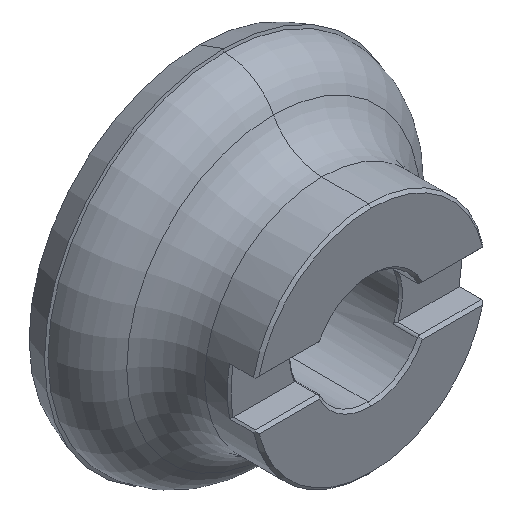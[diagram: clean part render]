
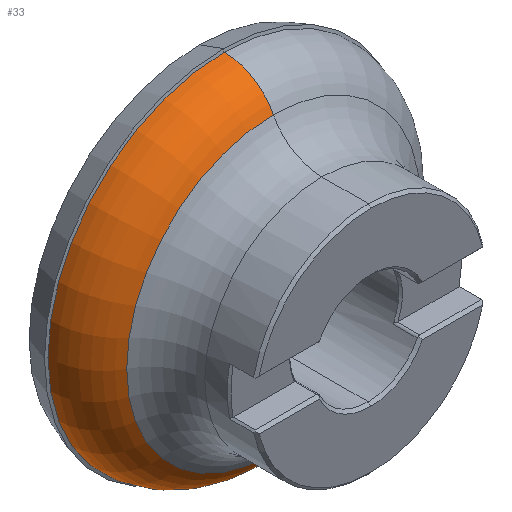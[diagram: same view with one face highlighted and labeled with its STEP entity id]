
A CAD part, isometric view. The second image highlights one B-rep face of the part: STEP entity #33.
In plain terms, the highlighted toroidal (fillet/blend) face has major radius 44.724 mm and minor radius 20 mm.
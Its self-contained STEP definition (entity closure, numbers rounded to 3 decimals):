
#33 = ADVANCED_FACE ( 'NONE', ( #873 ), #557, .T. ) ;
#40 = EDGE_CURVE ( 'NONE', #249, #2320, #982, .T. ) ;
#249 = VERTEX_POINT ( 'NONE', #958 ) ;
#286 = AXIS2_PLACEMENT_3D ( 'NONE', #620, #2082, #985 ) ;
#294 = DIRECTION ( 'NONE',  ( 0., 0., -1. ) ) ;
#453 = VERTEX_POINT ( 'NONE', #582 ) ;
#493 = CARTESIAN_POINT ( 'NONE',  ( 0., 35.79, 0. ) ) ;
#557 = TOROIDAL_SURFACE ( 'NONE', #286, 44.724, 20. ) ;
#574 = DIRECTION ( 'NONE',  ( 0., -1., 0. ) ) ;
#582 = CARTESIAN_POINT ( 'NONE',  ( 0., 35.79, 53.862 ) ) ;
#620 = CARTESIAN_POINT ( 'NONE',  ( 0., 53.581, 0. ) ) ;
#743 = CARTESIAN_POINT ( 'NONE',  ( 0., 53.841, 64.722 ) ) ;
#748 = EDGE_CURVE ( 'NONE', #453, #2320, #1339, .T. ) ;
#873 = FACE_OUTER_BOUND ( 'NONE', #2134, .T. ) ;
#896 = CARTESIAN_POINT ( 'NONE',  ( 0., 53.841, 0. ) ) ;
#916 = DIRECTION ( 'NONE',  ( 0., 0., -1. ) ) ;
#937 = EDGE_CURVE ( 'NONE', #1397, #453, #1313, .T. ) ;
#958 = CARTESIAN_POINT ( 'NONE',  ( 0., 53.841, -64.722 ) ) ;
#982 = CIRCLE ( 'NONE', #1330, 20. ) ;
#985 = DIRECTION ( 'NONE',  ( 0., 0., -1. ) ) ;
#1026 = DIRECTION ( 'NONE',  ( 1., 0., 0. ) ) ;
#1121 = EDGE_CURVE ( 'NONE', #1397, #249, #1726, .T. ) ;
#1158 = ORIENTED_EDGE ( 'NONE', *, *, #40, .T. ) ;
#1220 = AXIS2_PLACEMENT_3D ( 'NONE', #896, #574, #916 ) ;
#1244 = AXIS2_PLACEMENT_3D ( 'NONE', #2140, #1026, #1779 ) ;
#1313 = CIRCLE ( 'NONE', #1244, 20. ) ;
#1330 = AXIS2_PLACEMENT_3D ( 'NONE', #1379, #2087, #2250 ) ;
#1339 = CIRCLE ( 'NONE', #1548, 53.862 ) ;
#1379 = CARTESIAN_POINT ( 'NONE',  ( 0., 53.581, -44.724 ) ) ;
#1397 = VERTEX_POINT ( 'NONE', #743 ) ;
#1548 = AXIS2_PLACEMENT_3D ( 'NONE', #493, #1945, #294 ) ;
#1726 = CIRCLE ( 'NONE', #1220, 64.722 ) ;
#1779 = DIRECTION ( 'NONE',  ( 0., 0., -1. ) ) ;
#1945 = DIRECTION ( 'NONE',  ( 0., -1., 0. ) ) ;
#2005 = ORIENTED_EDGE ( 'NONE', *, *, #937, .F. ) ;
#2082 = DIRECTION ( 'NONE',  ( 0., -1., 0. ) ) ;
#2087 = DIRECTION ( 'NONE',  ( -1., 0., 0. ) ) ;
#2134 = EDGE_LOOP ( 'NONE', ( #2005, #2343, #1158, #2247 ) ) ;
#2137 = CARTESIAN_POINT ( 'NONE',  ( 0., 35.79, -53.862 ) ) ;
#2140 = CARTESIAN_POINT ( 'NONE',  ( 0., 53.581, 44.724 ) ) ;
#2247 = ORIENTED_EDGE ( 'NONE', *, *, #748, .F. ) ;
#2250 = DIRECTION ( 'NONE',  ( 0., 0., 1. ) ) ;
#2320 = VERTEX_POINT ( 'NONE', #2137 ) ;
#2343 = ORIENTED_EDGE ( 'NONE', *, *, #1121, .T. ) ;
